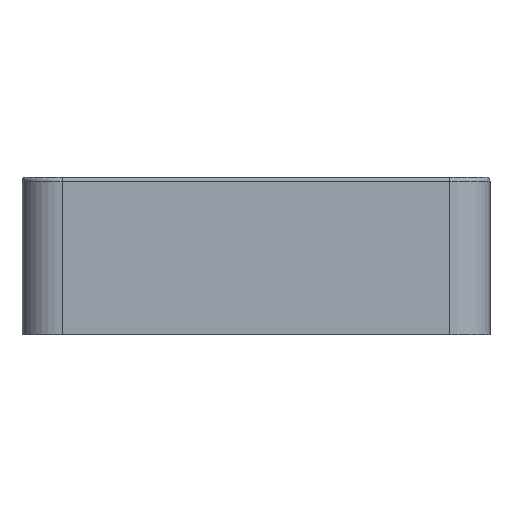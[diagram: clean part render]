
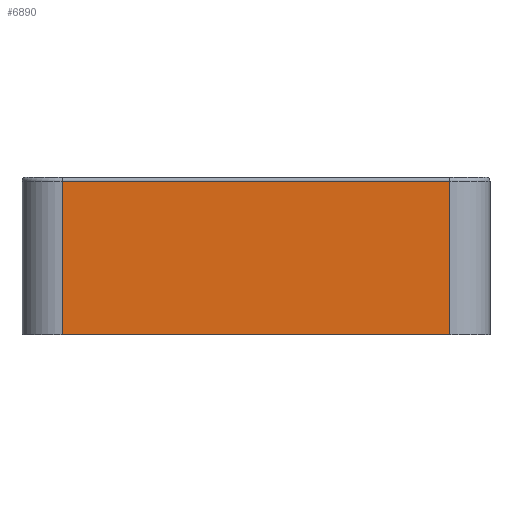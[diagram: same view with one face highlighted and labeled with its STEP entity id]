
A CAD part, left-side view. The second image highlights one B-rep face of the part: STEP entity #6890.
In plain terms, the highlighted planar face has unit normal (-1, 0, 0).
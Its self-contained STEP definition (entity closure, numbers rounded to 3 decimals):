
#3731 = PLANE('',#3732);
#3732 = AXIS2_PLACEMENT_3D('',#3733,#3734,#3735);
#3733 = CARTESIAN_POINT('',(0.,0.,-21.));
#3734 = DIRECTION('',(0.,0.,1.));
#3735 = DIRECTION('',(1.,0.,0.));
#6500 = VERTEX_POINT('',#6501);
#6501 = CARTESIAN_POINT('',(-97.5,53.,-21.));
#6516 = CYLINDRICAL_SURFACE('',#6517,11.);
#6517 = AXIS2_PLACEMENT_3D('',#6518,#6519,#6520);
#6518 = CARTESIAN_POINT('',(-86.5,53.,-21.));
#6519 = DIRECTION('',(0.,0.,1.));
#6520 = DIRECTION('',(0.,1.,0.));
#6528 = EDGE_CURVE('',#6529,#6500,#6531,.T.);
#6529 = VERTEX_POINT('',#6530);
#6530 = CARTESIAN_POINT('',(-97.5,-53.,-21.));
#6531 = SURFACE_CURVE('',#6532,(#6536,#6543),.PCURVE_S1.);
#6532 = LINE('',#6533,#6534);
#6533 = CARTESIAN_POINT('',(-97.5,-63.,-21.));
#6534 = VECTOR('',#6535,1.);
#6535 = DIRECTION('',(0.,1.,0.));
#6536 = PCURVE('',#3731,#6537);
#6537 = DEFINITIONAL_REPRESENTATION('',(#6538),#6542);
#6538 = LINE('',#6539,#6540);
#6539 = CARTESIAN_POINT('',(-97.5,-63.));
#6540 = VECTOR('',#6541,1.);
#6541 = DIRECTION('',(0.,1.));
#6542 = ( GEOMETRIC_REPRESENTATION_CONTEXT(2) 
PARAMETRIC_REPRESENTATION_CONTEXT() REPRESENTATION_CONTEXT('2D SPACE',''
  ) );
#6543 = PCURVE('',#6544,#6549);
#6544 = PLANE('',#6545);
#6545 = AXIS2_PLACEMENT_3D('',#6546,#6547,#6548);
#6546 = CARTESIAN_POINT('',(-97.5,-63.,-21.));
#6547 = DIRECTION('',(-1.,0.,0.));
#6548 = DIRECTION('',(0.,1.,0.));
#6549 = DEFINITIONAL_REPRESENTATION('',(#6550),#6554);
#6550 = LINE('',#6551,#6552);
#6551 = CARTESIAN_POINT('',(0.,0.));
#6552 = VECTOR('',#6553,1.);
#6553 = DIRECTION('',(1.,0.));
#6554 = ( GEOMETRIC_REPRESENTATION_CONTEXT(2) 
PARAMETRIC_REPRESENTATION_CONTEXT() REPRESENTATION_CONTEXT('2D SPACE',''
  ) );
#6573 = CYLINDRICAL_SURFACE('',#6574,11.);
#6574 = AXIS2_PLACEMENT_3D('',#6575,#6576,#6577);
#6575 = CARTESIAN_POINT('',(-86.5,-53.,-21.));
#6576 = DIRECTION('',(0.,0.,1.));
#6577 = DIRECTION('',(-1.,0.,0.));
#6785 = EDGE_CURVE('',#6500,#6786,#6788,.T.);
#6786 = VERTEX_POINT('',#6787);
#6787 = CARTESIAN_POINT('',(-97.5,53.,21.));
#6788 = SURFACE_CURVE('',#6789,(#6793,#6800),.PCURVE_S1.);
#6789 = LINE('',#6790,#6791);
#6790 = CARTESIAN_POINT('',(-97.5,53.,-21.));
#6791 = VECTOR('',#6792,1.);
#6792 = DIRECTION('',(0.,0.,1.));
#6793 = PCURVE('',#6516,#6794);
#6794 = DEFINITIONAL_REPRESENTATION('',(#6795),#6799);
#6795 = LINE('',#6796,#6797);
#6796 = CARTESIAN_POINT('',(1.571,0.));
#6797 = VECTOR('',#6798,1.);
#6798 = DIRECTION('',(0.,1.));
#6799 = ( GEOMETRIC_REPRESENTATION_CONTEXT(2) 
PARAMETRIC_REPRESENTATION_CONTEXT() REPRESENTATION_CONTEXT('2D SPACE',''
  ) );
#6800 = PCURVE('',#6544,#6801);
#6801 = DEFINITIONAL_REPRESENTATION('',(#6802),#6806);
#6802 = LINE('',#6803,#6804);
#6803 = CARTESIAN_POINT('',(116.,0.));
#6804 = VECTOR('',#6805,1.);
#6805 = DIRECTION('',(0.,-1.));
#6806 = ( GEOMETRIC_REPRESENTATION_CONTEXT(2) 
PARAMETRIC_REPRESENTATION_CONTEXT() REPRESENTATION_CONTEXT('2D SPACE',''
  ) );
#6890 = ADVANCED_FACE('',(#6891),#6544,.T.);
#6891 = FACE_BOUND('',#6892,.T.);
#6892 = EDGE_LOOP('',(#6893,#6894,#6917,#6943));
#6893 = ORIENTED_EDGE('',*,*,#6528,.F.);
#6894 = ORIENTED_EDGE('',*,*,#6895,.T.);
#6895 = EDGE_CURVE('',#6529,#6896,#6898,.T.);
#6896 = VERTEX_POINT('',#6897);
#6897 = CARTESIAN_POINT('',(-97.5,-53.,21.));
#6898 = SURFACE_CURVE('',#6899,(#6903,#6910),.PCURVE_S1.);
#6899 = LINE('',#6900,#6901);
#6900 = CARTESIAN_POINT('',(-97.5,-53.,-21.));
#6901 = VECTOR('',#6902,1.);
#6902 = DIRECTION('',(0.,0.,1.));
#6903 = PCURVE('',#6544,#6904);
#6904 = DEFINITIONAL_REPRESENTATION('',(#6905),#6909);
#6905 = LINE('',#6906,#6907);
#6906 = CARTESIAN_POINT('',(10.,0.));
#6907 = VECTOR('',#6908,1.);
#6908 = DIRECTION('',(0.,-1.));
#6909 = ( GEOMETRIC_REPRESENTATION_CONTEXT(2) 
PARAMETRIC_REPRESENTATION_CONTEXT() REPRESENTATION_CONTEXT('2D SPACE',''
  ) );
#6910 = PCURVE('',#6573,#6911);
#6911 = DEFINITIONAL_REPRESENTATION('',(#6912),#6916);
#6912 = LINE('',#6913,#6914);
#6913 = CARTESIAN_POINT('',(0.,0.));
#6914 = VECTOR('',#6915,1.);
#6915 = DIRECTION('',(0.,1.));
#6916 = ( GEOMETRIC_REPRESENTATION_CONTEXT(2) 
PARAMETRIC_REPRESENTATION_CONTEXT() REPRESENTATION_CONTEXT('2D SPACE',''
  ) );
#6917 = ORIENTED_EDGE('',*,*,#6918,.T.);
#6918 = EDGE_CURVE('',#6896,#6786,#6919,.T.);
#6919 = SURFACE_CURVE('',#6920,(#6924,#6931),.PCURVE_S1.);
#6920 = LINE('',#6921,#6922);
#6921 = CARTESIAN_POINT('',(-97.5,-63.,21.));
#6922 = VECTOR('',#6923,1.);
#6923 = DIRECTION('',(0.,1.,0.));
#6924 = PCURVE('',#6544,#6925);
#6925 = DEFINITIONAL_REPRESENTATION('',(#6926),#6930);
#6926 = LINE('',#6927,#6928);
#6927 = CARTESIAN_POINT('',(0.,-42.));
#6928 = VECTOR('',#6929,1.);
#6929 = DIRECTION('',(1.,0.));
#6930 = ( GEOMETRIC_REPRESENTATION_CONTEXT(2) 
PARAMETRIC_REPRESENTATION_CONTEXT() REPRESENTATION_CONTEXT('2D SPACE',''
  ) );
#6931 = PCURVE('',#6932,#6937);
#6932 = CYLINDRICAL_SURFACE('',#6933,1.);
#6933 = AXIS2_PLACEMENT_3D('',#6934,#6935,#6936);
#6934 = CARTESIAN_POINT('',(-96.5,-63.,21.));
#6935 = DIRECTION('',(0.,1.,0.));
#6936 = DIRECTION('',(1.,0.,0.));
#6937 = DEFINITIONAL_REPRESENTATION('',(#6938),#6942);
#6938 = LINE('',#6939,#6940);
#6939 = CARTESIAN_POINT('',(-3.142,0.));
#6940 = VECTOR('',#6941,1.);
#6941 = DIRECTION('',(-0.,1.));
#6942 = ( GEOMETRIC_REPRESENTATION_CONTEXT(2) 
PARAMETRIC_REPRESENTATION_CONTEXT() REPRESENTATION_CONTEXT('2D SPACE',''
  ) );
#6943 = ORIENTED_EDGE('',*,*,#6785,.F.);
